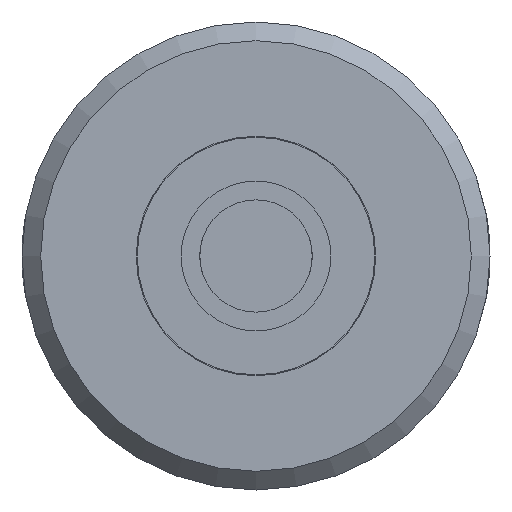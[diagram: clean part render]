
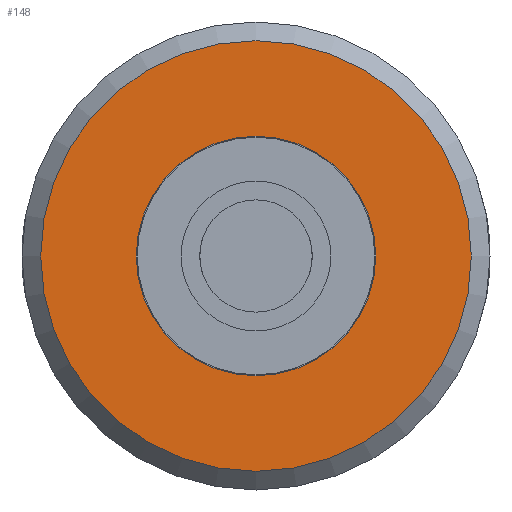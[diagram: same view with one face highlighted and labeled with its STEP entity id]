
A CAD part, front view. The second image highlights one B-rep face of the part: STEP entity #148.
In plain terms, the highlighted planar face has unit normal (0, -1, 0).
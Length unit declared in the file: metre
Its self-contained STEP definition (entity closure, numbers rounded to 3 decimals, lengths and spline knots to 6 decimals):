
#148 = ADVANCED_FACE( '', ( #343, #344 ), #345, .F. );
#343 = FACE_BOUND( '', #1211, .T. );
#344 = FACE_OUTER_BOUND( '', #1212, .T. );
#345 = PLANE( '', #1213 );
#1211 = EDGE_LOOP( '', ( #1489 ) );
#1212 = EDGE_LOOP( '', ( #1490 ) );
#1213 = AXIS2_PLACEMENT_3D( '', #1491, #1492, #1493 );
#1489 = ORIENTED_EDGE( '', *, *, #2604, .F. );
#1490 = ORIENTED_EDGE( '', *, *, #2638, .T. );
#1491 = CARTESIAN_POINT( '', ( 0., 0.047, 0.0179 ) );
#1492 = DIRECTION( '', ( 0., 1., 0. ) );
#1493 = DIRECTION( '', ( 0., 0., 1. ) );
#2604 = EDGE_CURVE( '', #2748, #2748, #2749, .T. );
#2638 = EDGE_CURVE( '', #2799, #2799, #2800, .T. );
#2748 = VERTEX_POINT( '', #3167 );
#2749 = CIRCLE( '', #3168, 0.0128 );
#2799 = VERTEX_POINT( '', #3348 );
#2800 = CIRCLE( '', #3349, 0.023 );
#3167 = CARTESIAN_POINT( '', ( 0., 0.047, -0.0128 ) );
#3168 = AXIS2_PLACEMENT_3D( '', #3592, #3593, #3594 );
#3348 = CARTESIAN_POINT( '', ( 0., 0.047, -0.023 ) );
#3349 = AXIS2_PLACEMENT_3D( '', #3642, #3643, #3644 );
#3592 = CARTESIAN_POINT( '', ( 0., 0.047, 0. ) );
#3593 = DIRECTION( '', ( 0., -1., 0. ) );
#3594 = DIRECTION( '', ( 0., 0., -1. ) );
#3642 = CARTESIAN_POINT( '', ( 0., 0.047, 0. ) );
#3643 = DIRECTION( '', ( 0., -1., 0. ) );
#3644 = DIRECTION( '', ( 0., 0., -1. ) );
